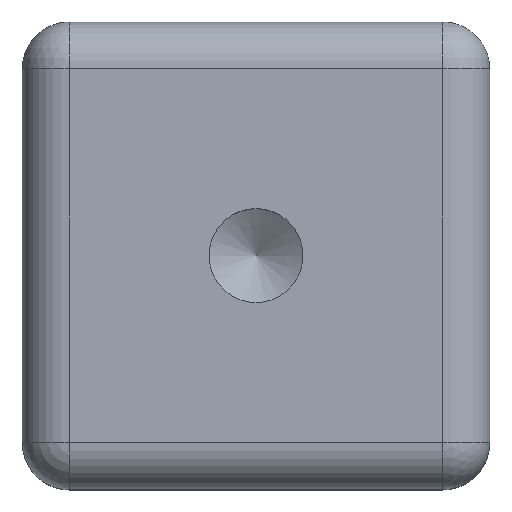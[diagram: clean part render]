
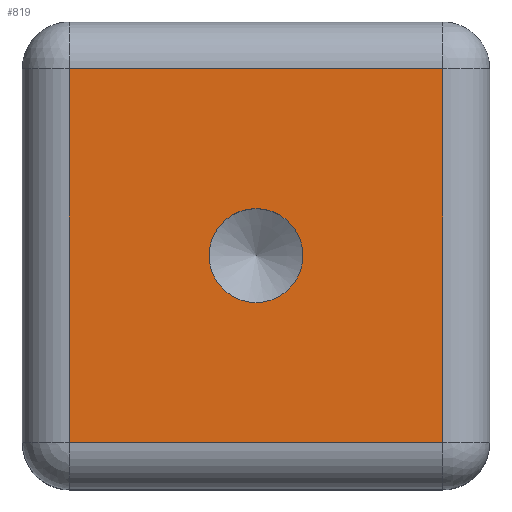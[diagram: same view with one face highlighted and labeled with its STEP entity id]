
A CAD part, top view. The second image highlights one B-rep face of the part: STEP entity #819.
In plain terms, the highlighted planar face has unit normal (0, 0, 1).
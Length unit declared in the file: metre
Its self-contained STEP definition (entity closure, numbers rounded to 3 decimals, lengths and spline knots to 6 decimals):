
#36=LINE('',#1395,#60);
#37=LINE('',#1398,#61);
#38=LINE('',#1400,#62);
#39=LINE('',#1402,#63);
#60=VECTOR('',#1092,1.);
#61=VECTOR('',#1093,1.);
#62=VECTOR('',#1094,1.);
#63=VECTOR('',#1095,1.);
#72=PLANE('',#916);
#140=ORIENTED_EDGE('',*,*,#319,.T.);
#141=ORIENTED_EDGE('',*,*,#320,.T.);
#142=ORIENTED_EDGE('',*,*,#321,.T.);
#143=ORIENTED_EDGE('',*,*,#322,.T.);
#144=ORIENTED_EDGE('',*,*,#288,.T.);
#288=EDGE_CURVE('',#555,#555,#378,.T.);
#319=EDGE_CURVE('',#586,#587,#36,.T.);
#320=EDGE_CURVE('',#587,#588,#37,.F.);
#321=EDGE_CURVE('',#588,#589,#38,.F.);
#322=EDGE_CURVE('',#589,#586,#39,.T.);
#378=CIRCLE('',#897,0.002553);
#464=EDGE_LOOP('',(#140,#141,#142,#143));
#465=EDGE_LOOP('',(#144));
#555=VERTEX_POINT('',#1329);
#586=VERTEX_POINT('',#1396);
#587=VERTEX_POINT('',#1397);
#588=VERTEX_POINT('',#1399);
#589=VERTEX_POINT('',#1401);
#683=FACE_BOUND('',#464,.T.);
#684=FACE_BOUND('',#465,.T.);
#819=ADVANCED_FACE('',(#683,#684),#72,.T.);
#897=AXIS2_PLACEMENT_3D('',#1328,#1036,#1037);
#916=AXIS2_PLACEMENT_3D('',#1394,#1090,#1091);
#1036=DIRECTION('',(0.,0.,-1.));
#1037=DIRECTION('',(-1.,0.,0.));
#1090=DIRECTION('',(0.,0.,1.));
#1091=DIRECTION('',(1.,0.,0.));
#1092=DIRECTION('',(0.,1.,0.));
#1093=DIRECTION('',(1.,0.,0.));
#1094=DIRECTION('',(0.,1.,0.));
#1095=DIRECTION('',(1.,0.,0.));
#1328=CARTESIAN_POINT('',(0.0127,0.0127,0.0254));
#1329=CARTESIAN_POINT('',(0.010147,0.0127,0.0254));
#1394=CARTESIAN_POINT('',(0.0127,0.0127,0.0254));
#1395=CARTESIAN_POINT('',(0.02286,0.0254,0.0254));
#1396=CARTESIAN_POINT('',(0.02286,0.00254,0.0254));
#1397=CARTESIAN_POINT('',(0.02286,0.02286,0.0254));
#1398=CARTESIAN_POINT('',(0.0127,0.02286,0.0254));
#1399=CARTESIAN_POINT('',(0.00254,0.02286,0.0254));
#1400=CARTESIAN_POINT('',(0.00254,0.0127,0.0254));
#1401=CARTESIAN_POINT('',(0.00254,0.00254,0.0254));
#1402=CARTESIAN_POINT('',(0.0254,0.00254,0.0254));
